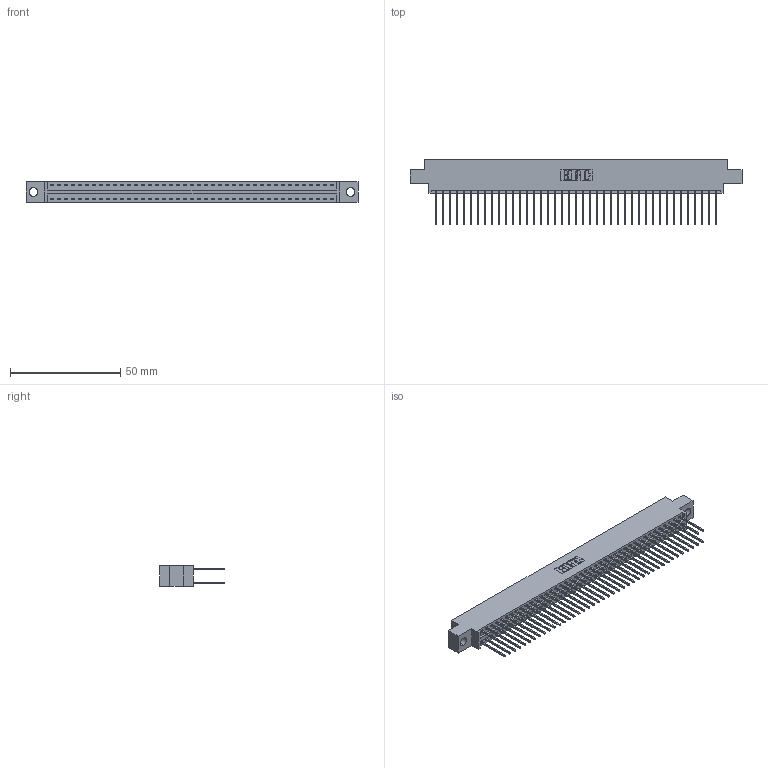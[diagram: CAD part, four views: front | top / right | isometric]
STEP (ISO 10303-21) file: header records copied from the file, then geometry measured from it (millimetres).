
FILE_DESCRIPTION (( 'STEP AP203' ), '1' );
FILE_NAME ('346-082-540-804.STEP', '2018-08-29T09:32:56', ( '' ), ( '' ), 'SwSTEP 2.0', 'SolidWorks 2016', '' );
FILE_SCHEMA (( 'CONFIG_CONTROL_DESIGN' ));
Length unit declared in the file: inch
Products named in the file (3): 346 Part_0.170 Offset - 0.156 Dia-TH; 345-292-001_345-293-140; 346-082-540-804
Assembly tree (83 placements, depth 2):
  346-082-540-804
    346 Part_0.170 Offset - 0.156 Dia-TH
    345-292-001_345-293-140  x82
Bounding box: 150.75 x 29.46 x 9.4 mm (x, y, z)
Volume: 14760.5 mm3; surface area: 21736.9 mm2
Topology: 83 solids, 83 shells, 4390 faces, 13051 edges, 8590 vertices
Faces by surface type: plane 2950, cylinder 1440
Entity records: 27045 total; most frequent: CARTESIAN_POINT 4460, ORIENTED_EDGE 4394, DIRECTION 3981, EDGE_CURVE 2197, LINE 1901, VECTOR 1901, VERTEX_POINT 1462, AXIS2_PLACEMENT_3D 1040
